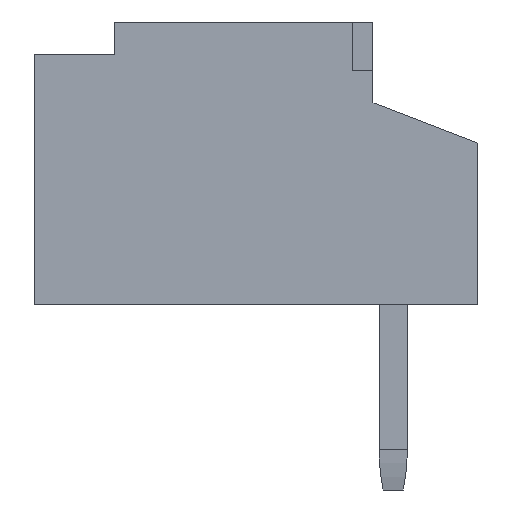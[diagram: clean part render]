
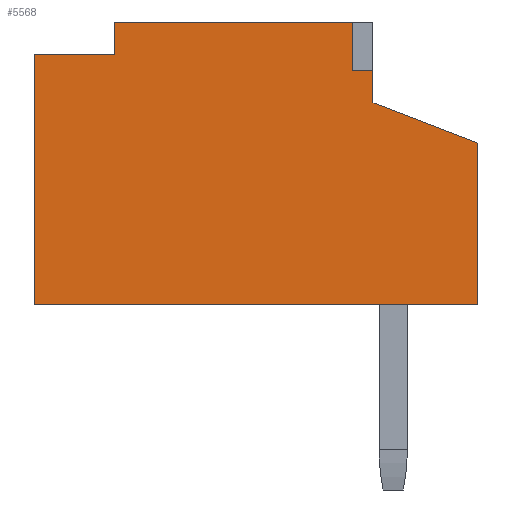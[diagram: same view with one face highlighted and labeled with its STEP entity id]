
A CAD part, left-side view. The second image highlights one B-rep face of the part: STEP entity #5568.
In plain terms, the highlighted planar face has unit normal (-1, 0, 0).
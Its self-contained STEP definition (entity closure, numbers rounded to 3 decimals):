
#9=DIRECTION('',(0.,0.,1.));
#10=VECTOR('',#9,2.);
#11=CARTESIAN_POINT('',(-7.75,-4.525,-1.9));
#12=LINE('',#11,#10);
#25=DIRECTION('',(0.,1.,0.));
#26=VECTOR('',#25,0.25);
#27=CARTESIAN_POINT('',(-7.75,-3.225,1.));
#28=LINE('',#27,#26);
#29=DIRECTION('',(0.,0.,-1.));
#30=VECTOR('',#29,0.4);
#31=CARTESIAN_POINT('',(-7.75,-3.225,1.));
#32=LINE('',#31,#30);
#33=DIRECTION('',(0.,0.933,0.359));
#34=VECTOR('',#33,1.393);
#35=CARTESIAN_POINT('',(-7.75,-4.525,0.1));
#36=LINE('',#35,#34);
#37=DIRECTION('',(0.,1.,0.));
#38=VECTOR('',#37,5.5);
#39=CARTESIAN_POINT('',(-7.75,-4.525,-1.9));
#40=LINE('',#39,#38);
#41=DIRECTION('',(0.,-1.,0.));
#42=VECTOR('',#41,1.);
#43=CARTESIAN_POINT('',(-7.75,0.975,1.2));
#44=LINE('',#43,#42);
#45=DIRECTION('',(0.,0.,-1.));
#46=VECTOR('',#45,0.4);
#47=CARTESIAN_POINT('',(-7.75,-0.025,1.6));
#48=LINE('',#47,#46);
#49=DIRECTION('',(0.,0.,-1.));
#50=VECTOR('',#49,0.6);
#51=CARTESIAN_POINT('',(-7.75,-2.975,1.6));
#52=LINE('',#51,#50);
#221=DIRECTION('',(0.,1.,0.));
#222=VECTOR('',#221,2.95);
#223=CARTESIAN_POINT('',(-7.75,-2.975,1.6));
#224=LINE('',#223,#222);
#313=DIRECTION('',(0.,0.,1.));
#314=VECTOR('',#313,3.1);
#315=CARTESIAN_POINT('',(-7.75,0.975,-1.9));
#316=LINE('',#315,#314);
#4213=CARTESIAN_POINT('',(-7.75,-4.525,-1.9));
#4214=CARTESIAN_POINT('',(-7.75,0.975,-1.9));
#4215=VERTEX_POINT('',#4213);
#4216=VERTEX_POINT('',#4214);
#4245=CARTESIAN_POINT('',(-7.75,-0.025,1.6));
#4246=CARTESIAN_POINT('',(-7.75,-0.025,1.2));
#4247=VERTEX_POINT('',#4245);
#4248=VERTEX_POINT('',#4246);
#4261=CARTESIAN_POINT('',(-7.75,0.975,1.2));
#4262=VERTEX_POINT('',#4261);
#4767=CARTESIAN_POINT('',(-7.75,-4.525,0.1));
#4769=VERTEX_POINT('',#4767);
#4775=CARTESIAN_POINT('',(-7.75,-3.225,0.6));
#4776=VERTEX_POINT('',#4775);
#4883=CARTESIAN_POINT('',(-7.75,-3.225,1.));
#4884=CARTESIAN_POINT('',(-7.75,-2.975,1.));
#4885=VERTEX_POINT('',#4883);
#4886=VERTEX_POINT('',#4884);
#4897=CARTESIAN_POINT('',(-7.75,-2.975,1.6));
#4898=VERTEX_POINT('',#4897);
#5543=CARTESIAN_POINT('',(-7.75,-4.525,-1.9));
#5544=DIRECTION('',(-1.,0.,0.));
#5545=DIRECTION('',(0.,0.,1.));
#5546=AXIS2_PLACEMENT_3D('',#5543,#5544,#5545);
#5547=PLANE('',#5546);
#5549=ORIENTED_EDGE('',*,*,#5548,.F.);
#5551=ORIENTED_EDGE('',*,*,#5550,.T.);
#5552=ORIENTED_EDGE('',*,*,#5519,.F.);
#5553=ORIENTED_EDGE('',*,*,#5492,.F.);
#5555=ORIENTED_EDGE('',*,*,#5554,.T.);
#5557=ORIENTED_EDGE('',*,*,#5556,.T.);
#5559=ORIENTED_EDGE('',*,*,#5558,.T.);
#5561=ORIENTED_EDGE('',*,*,#5560,.F.);
#5563=ORIENTED_EDGE('',*,*,#5562,.F.);
#5565=ORIENTED_EDGE('',*,*,#5564,.T.);
#5566=EDGE_LOOP('',(#5549,#5551,#5552,#5553,#5555,#5557,#5559,#5561,#5563,
#5565));
#5567=FACE_OUTER_BOUND('',#5566,.F.);
#5568=ADVANCED_FACE('',(#5567),#5547,.T.);
#5492=EDGE_CURVE('',#4215,#4769,#12,.T.);
#5519=EDGE_CURVE('',#4769,#4776,#36,.T.);
#5548=EDGE_CURVE('',#4885,#4886,#28,.T.);
#5550=EDGE_CURVE('',#4885,#4776,#32,.T.);
#5554=EDGE_CURVE('',#4215,#4216,#40,.T.);
#5556=EDGE_CURVE('',#4216,#4262,#316,.T.);
#5558=EDGE_CURVE('',#4262,#4248,#44,.T.);
#5560=EDGE_CURVE('',#4247,#4248,#48,.T.);
#5562=EDGE_CURVE('',#4898,#4247,#224,.T.);
#5564=EDGE_CURVE('',#4898,#4886,#52,.T.);
